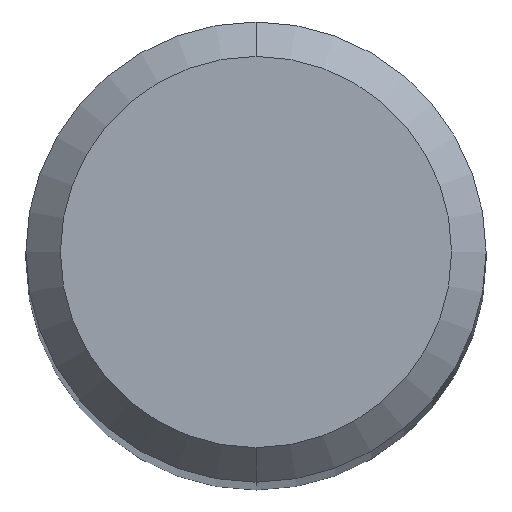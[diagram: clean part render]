
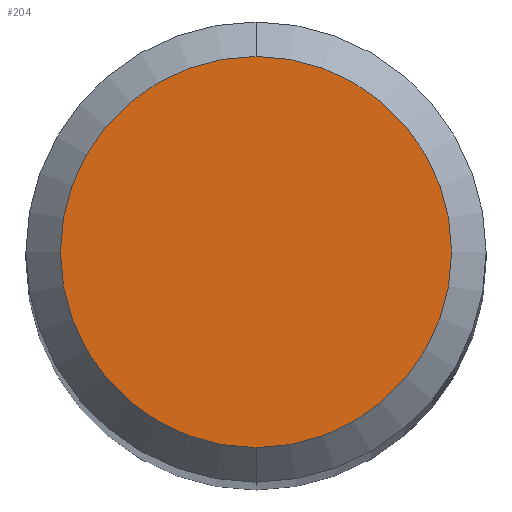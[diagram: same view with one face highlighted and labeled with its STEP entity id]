
A CAD part, top view. The second image highlights one B-rep face of the part: STEP entity #204.
In plain terms, the highlighted planar face has unit normal (0, 0, 1).
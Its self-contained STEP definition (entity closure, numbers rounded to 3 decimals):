
#166=VERTEX_POINT('',#325);
#170=EDGE_CURVE('',#166,#208,#329,.T.);
#184=EDGE_CURVE('',#208,#166,#344,.T.);
#204=ADVANCED_FACE('',(#367),#368,.T.);
#208=VERTEX_POINT('',#372);
#325=CARTESIAN_POINT('',(0.0,1.7,0.0));
#329=CIRCLE('',#511,1.7);
#344=CIRCLE('',#529,1.7);
#367=FACE_OUTER_BOUND('',#557,.T.);
#368=PLANE('',#558);
#372=CARTESIAN_POINT('',(0.,-1.7,0.0));
#511=AXIS2_PLACEMENT_3D('',#694,#695,#696);
#529=AXIS2_PLACEMENT_3D('',#711,#712,#713);
#557=EDGE_LOOP('',(#744,#745));
#558=AXIS2_PLACEMENT_3D('',#746,#747,#748);
#694=CARTESIAN_POINT('',(0.0,0.0,0.0));
#695=DIRECTION('',(0.0,0.0,-1.0));
#696=DIRECTION('',(0.0,1.0,0.0));
#711=CARTESIAN_POINT('',(0.0,0.0,0.0));
#712=DIRECTION('',(0.0,0.0,-1.0));
#713=DIRECTION('',(0.0,1.0,0.0));
#744=ORIENTED_EDGE('',*,*,#170,.F.);
#745=ORIENTED_EDGE('',*,*,#184,.F.);
#746=CARTESIAN_POINT('',(0.0,0.85,0.0));
#747=DIRECTION('',(-0.0,0.0,1.0));
#748=DIRECTION('',(0.0,-1.0,0.0));
